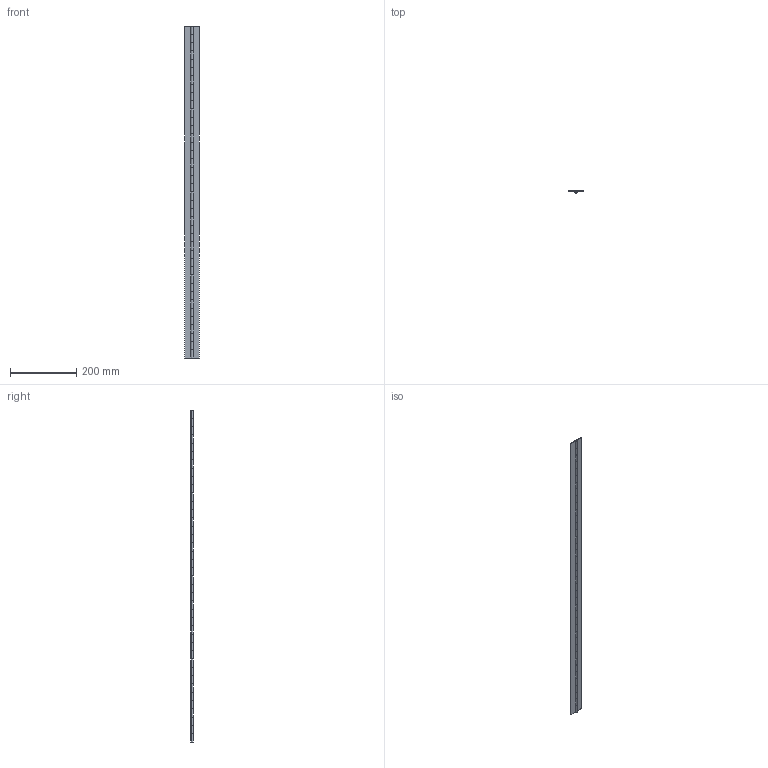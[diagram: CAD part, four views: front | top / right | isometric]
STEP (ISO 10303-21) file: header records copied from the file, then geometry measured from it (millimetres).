
FILE_DESCRIPTION((''),'2;1');
FILE_NAME('','2005-04-20T10:57:22',(''),(''),'','CADfix','');
FILE_SCHEMA(('AUTOMOTIVE_DESIGN'));
Length unit declared in the file: millimetre
Products named in the file (4): hinge piece_B; hinge piece_A; shaft; TH_TM_71_25187_36
Assembly tree (3 placements, depth 2):
  TH_TM_71_25187_36
    hinge piece_B
    hinge piece_A
    shaft
Bounding box: 45 x 6.7 x 1000 mm (x, y, z)
Volume: 96158.3 mm3; surface area: 127952.7 mm2
Topology: 3 solids, 3 shells, 252 faces, 781 edges, 535 vertices
Faces by surface type: bspline 252
Entity records: 9591 total; most frequent: CARTESIAN_POINT 5067, ORIENTED_EDGE 1562, EDGE_CURVE 781, QUASI_UNIFORM_CURVE 613, VERTEX_POINT 535, EDGE_LOOP 252, FACE_OUTER_BOUND 252, ADVANCED_FACE 252
